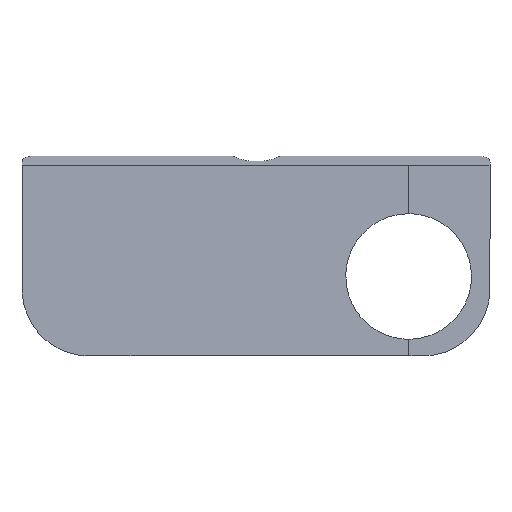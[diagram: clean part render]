
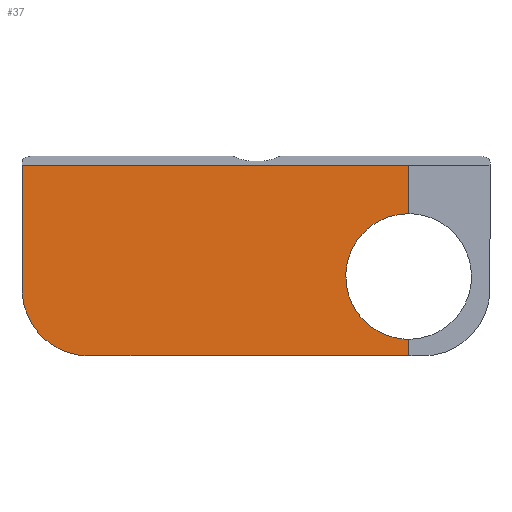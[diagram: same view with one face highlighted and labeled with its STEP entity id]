
A CAD part, top view. The second image highlights one B-rep face of the part: STEP entity #37.
In plain terms, the highlighted planar face has unit normal (0, 0.036, 0.999).
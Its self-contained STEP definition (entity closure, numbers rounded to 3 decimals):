
#37=ADVANCED_FACE('',(#63),#407,.T.);
#63=FACE_OUTER_BOUND('',#89,.T.);
#89=EDGE_LOOP('',(#195,#196,#197,#198,#199,#200,#201));
#195=ORIENTED_EDGE('',*,*,#269,.T.);
#196=ORIENTED_EDGE('',*,*,#266,.F.);
#197=ORIENTED_EDGE('',*,*,#281,.F.);
#198=ORIENTED_EDGE('',*,*,#270,.T.);
#199=ORIENTED_EDGE('',*,*,#279,.T.);
#200=ORIENTED_EDGE('',*,*,#245,.T.);
#201=ORIENTED_EDGE('',*,*,#246,.T.);
#245=EDGE_CURVE('',#362,#363,#289,.T.);
#246=EDGE_CURVE('',#363,#377,#290,.T.);
#266=EDGE_CURVE('',#375,#378,#329,.T.);
#269=EDGE_CURVE('',#377,#378,#332,.T.);
#270=EDGE_CURVE('',#379,#380,#333,.T.);
#279=EDGE_CURVE('',#380,#362,#342,.T.);
#281=EDGE_CURVE('',#379,#375,#344,.T.);
#289=(
BOUNDED_CURVE()
B_SPLINE_CURVE(2,(#938,#939,#940),.UNSPECIFIED.,.F.,.F.)
B_SPLINE_CURVE_WITH_KNOTS((3,3),(436.,437.931),
 .UNSPECIFIED.)
CURVE()
GEOMETRIC_REPRESENTATION_ITEM()
RATIONAL_B_SPLINE_CURVE((1.,1.,1.))
REPRESENTATION_ITEM('')
);
#290=(
BOUNDED_CURVE()
B_SPLINE_CURVE(2,(#941,#942,#943,#944,#945,#946,#947),.UNSPECIFIED.,.F.,
 .F.)
B_SPLINE_CURVE_WITH_KNOTS((3,2,2,3),(437.931,473.03,
504.732,600.628),.UNSPECIFIED.)
CURVE()
GEOMETRIC_REPRESENTATION_ITEM()
RATIONAL_B_SPLINE_CURVE((1.,1.,1.,0.707,1.,1.,1.))
REPRESENTATION_ITEM('')
);
#329=B_SPLINE_CURVE_WITH_KNOTS('',3,(#1138,#1139,#1140,#1141,#1142,#1143,
#1144,#1145,#1146,#1147,#1148,#1149,#1150,#1151),.UNSPECIFIED.,.F.,.F.,
(4,2,3,2,3,4),(0.,7.456,14.913,22.366,29.819,
30.687),.UNSPECIFIED.);
#332=B_SPLINE_CURVE_WITH_KNOTS('',1,(#1168,#1169),.UNSPECIFIED.,.F.,.F.,
(2,2),(0.,4.998),.UNSPECIFIED.);
#333=B_SPLINE_CURVE_WITH_KNOTS('',1,(#1170,#1171),.UNSPECIFIED.,.F.,.F.,
(2,2),(42.734,57.213),.UNSPECIFIED.);
#342=B_SPLINE_CURVE_WITH_KNOTS('',1,(#1188,#1189),.UNSPECIFIED.,.F.,.F.,
(2,2),(-211.468,-95.39),.UNSPECIFIED.);
#344=B_SPLINE_CURVE_WITH_KNOTS('',3,(#1192,#1193,#1194,#1195,#1196,#1197,
#1198,#1199,#1200,#1201,#1202),.UNSPECIFIED.,.F.,.F.,(4,2,3,2,4),(90.257,
96.91,104.363,111.819,119.275),
 .UNSPECIFIED.);
#362=VERTEX_POINT('',#913);
#363=VERTEX_POINT('',#914);
#375=VERTEX_POINT('',#926);
#377=VERTEX_POINT('',#928);
#378=VERTEX_POINT('',#929);
#379=VERTEX_POINT('',#930);
#380=VERTEX_POINT('',#931);
#407=PLANE('',#507);
#507=AXIS2_PLACEMENT_3D('',#753,#522,$);
#522=DIRECTION('',(0.,0.036,0.999));
#753=CARTESIAN_POINT('',(-70.461,52.309,79.648));
#913=CARTESIAN_POINT('',(-70.461,109.485,77.598));
#914=CARTESIAN_POINT('',(-70.461,107.556,77.667));
#926=CARTESIAN_POINT('',(26.746,76.99,78.763));
#928=CARTESIAN_POINT('',(45.617,52.309,79.648));
#929=CARTESIAN_POINT('',(45.617,57.304,79.469));
#930=CARTESIAN_POINT('',(45.617,95.016,78.117));
#931=CARTESIAN_POINT('',(45.617,109.485,77.598));
#938=CARTESIAN_POINT('',(-70.461,109.485,77.598));
#939=CARTESIAN_POINT('',(-70.461,108.52,77.633));
#940=CARTESIAN_POINT('',(-70.461,107.556,77.667));
#941=CARTESIAN_POINT('',(-70.461,107.556,77.667));
#942=CARTESIAN_POINT('',(-70.461,90.017,78.296));
#943=CARTESIAN_POINT('',(-70.461,72.478,78.925));
#944=CARTESIAN_POINT('',(-70.461,52.309,79.648));
#945=CARTESIAN_POINT('',(-50.279,52.309,79.648));
#946=CARTESIAN_POINT('',(-2.331,52.309,79.648));
#947=CARTESIAN_POINT('',(45.617,52.309,79.648));
#1138=CARTESIAN_POINT('',(26.746,76.99,78.763));
#1139=CARTESIAN_POINT('',(26.637,74.517,78.852));
#1140=CARTESIAN_POINT('',(27.016,72.046,78.941));
#1141=CARTESIAN_POINT('',(28.707,67.391,79.107));
#1142=CARTESIAN_POINT('',(30.003,65.253,79.184));
#1143=CARTESIAN_POINT('',(31.676,63.427,79.25));
#1144=CARTESIAN_POINT('',(33.348,61.601,79.315));
#1145=CARTESIAN_POINT('',(35.363,60.122,79.368));
#1146=CARTESIAN_POINT('',(39.85,58.027,79.443));
#1147=CARTESIAN_POINT('',(42.279,57.431,79.465));
#1148=CARTESIAN_POINT('',(44.753,57.322,79.468));
#1149=CARTESIAN_POINT('',(45.041,57.31,79.469));
#1150=CARTESIAN_POINT('',(45.329,57.304,79.469));
#1151=CARTESIAN_POINT('',(45.617,57.304,79.469));
#1168=CARTESIAN_POINT('',(45.617,52.309,79.648));
#1169=CARTESIAN_POINT('',(45.617,57.304,79.469));
#1170=CARTESIAN_POINT('',(45.617,95.016,78.117));
#1171=CARTESIAN_POINT('',(45.617,109.485,77.598));
#1188=CARTESIAN_POINT('',(45.617,109.485,77.598));
#1189=CARTESIAN_POINT('',(-70.461,109.485,77.598));
#1192=CARTESIAN_POINT('',(45.617,95.016,78.117));
#1193=CARTESIAN_POINT('',(43.41,95.02,78.117));
#1194=CARTESIAN_POINT('',(41.218,94.636,78.131));
#1195=CARTESIAN_POINT('',(36.813,93.035,78.188));
#1196=CARTESIAN_POINT('',(34.676,91.739,78.234));
#1197=CARTESIAN_POINT('',(32.85,90.067,78.294));
#1198=CARTESIAN_POINT('',(31.023,88.395,78.354));
#1199=CARTESIAN_POINT('',(29.544,86.379,78.427));
#1200=CARTESIAN_POINT('',(27.45,81.891,78.588));
#1201=CARTESIAN_POINT('',(26.855,79.463,78.675));
#1202=CARTESIAN_POINT('',(26.746,76.99,78.763));
